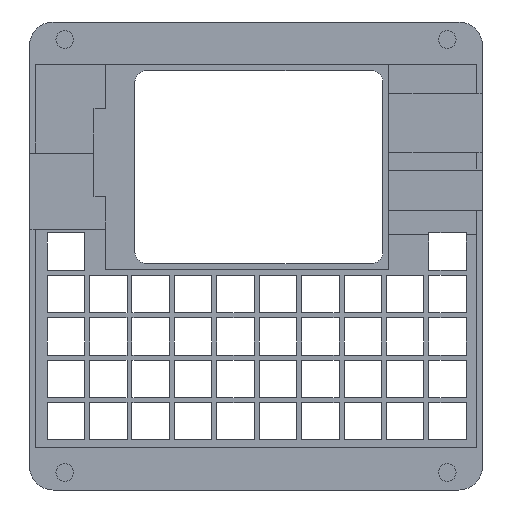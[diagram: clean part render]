
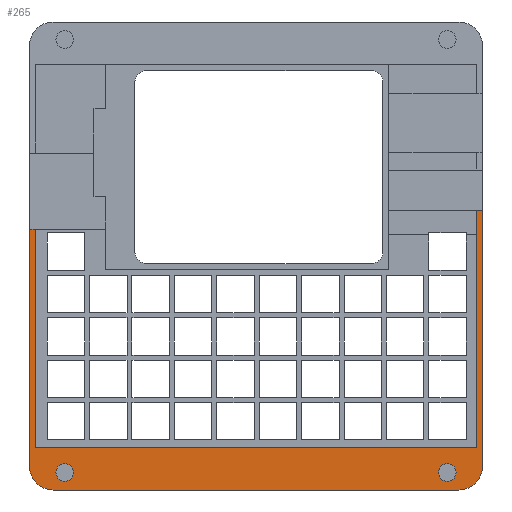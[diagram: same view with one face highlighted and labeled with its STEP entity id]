
A CAD part, front view. The second image highlights one B-rep face of the part: STEP entity #265.
In plain terms, the highlighted planar face has unit normal (0, -1, 0).
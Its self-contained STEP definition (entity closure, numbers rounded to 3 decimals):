
#3 = DIRECTION ( 'NONE',  ( 0., 0., -1. ) ) ;
#83 = CARTESIAN_POINT ( 'NONE',  ( -34.7, 0., -36. ) ) ;
#118 = CARTESIAN_POINT ( 'NONE',  ( 32.7, 0., -37. ) ) ;
#143 = ORIENTED_EDGE ( 'NONE', *, *, #7260, .F. ) ;
#168 = CARTESIAN_POINT ( 'NONE',  ( 32.7, 0., -37. ) ) ;
#262 = DIRECTION ( 'NONE',  ( 0., 0., -1. ) ) ;
#265 = ADVANCED_FACE ( 'NONE', ( #7101, #2131, #1562 ), #7633, .T. ) ;
#291 = CIRCLE ( 'NONE', #5372, 1.5 ) ;
#369 = VERTEX_POINT ( 'NONE', #7222 ) ;
#402 = ORIENTED_EDGE ( 'NONE', *, *, #1093, .F. ) ;
#409 = ORIENTED_EDGE ( 'NONE', *, *, #6395, .F. ) ;
#587 = DIRECTION ( 'NONE',  ( -1., 0., 0. ) ) ;
#688 = AXIS2_PLACEMENT_3D ( 'NONE', #1388, #5055, #3866 ) ;
#818 = CARTESIAN_POINT ( 'NONE',  ( -37.7, 0., -32.7 ) ) ;
#875 = DIRECTION ( 'NONE',  ( 0., -1., 0. ) ) ;
#946 = CARTESIAN_POINT ( 'NONE',  ( 38.7, 0., 40. ) ) ;
#997 = VECTOR ( 'NONE', #587, 1000. ) ;
#1008 = VERTEX_POINT ( 'NONE', #2483 ) ;
#1093 = EDGE_CURVE ( 'NONE', #5528, #7488, #2240, .T. ) ;
#1192 = LINE ( 'NONE', #1773, #2822 ) ;
#1275 = ORIENTED_EDGE ( 'NONE', *, *, #6260, .F. ) ;
#1298 = EDGE_CURVE ( 'NONE', #7319, #3875, #291, .T. ) ;
#1355 = CARTESIAN_POINT ( 'NONE',  ( -38.7, 0., -36. ) ) ;
#1388 = CARTESIAN_POINT ( 'NONE',  ( 34.7, 0., -36. ) ) ;
#1423 = DIRECTION ( 'NONE',  ( 0., -1., 0. ) ) ;
#1497 = ORIENTED_EDGE ( 'NONE', *, *, #7889, .F. ) ;
#1542 = EDGE_LOOP ( 'NONE', ( #402, #1497 ) ) ;
#1562 = FACE_OUTER_BOUND ( 'NONE', #5207, .T. ) ;
#1748 = LINE ( 'NONE', #3005, #4369 ) ;
#1773 = CARTESIAN_POINT ( 'NONE',  ( -38.7, 0., 40. ) ) ;
#1845 = LINE ( 'NONE', #3638, #997 ) ;
#1848 = CARTESIAN_POINT ( 'NONE',  ( -32.7, 0., -37. ) ) ;
#1968 = DIRECTION ( 'NONE',  ( 0., 0., -1. ) ) ;
#2042 = AXIS2_PLACEMENT_3D ( 'NONE', #1848, #4330, #6813 ) ;
#2114 = ORIENTED_EDGE ( 'NONE', *, *, #2906, .T. ) ;
#2131 = FACE_BOUND ( 'NONE', #1542, .T. ) ;
#2240 = CIRCLE ( 'NONE', #6142, 1.5 ) ;
#2313 = VERTEX_POINT ( 'NONE', #4088 ) ;
#2326 = ORIENTED_EDGE ( 'NONE', *, *, #4617, .F. ) ;
#2457 = EDGE_CURVE ( 'NONE', #4396, #369, #4942, .T. ) ;
#2483 = CARTESIAN_POINT ( 'NONE',  ( 37.7, 0., 7.7 ) ) ;
#2501 = CARTESIAN_POINT ( 'NONE',  ( 37.7, 0., -32.7 ) ) ;
#2503 = DIRECTION ( 'NONE',  ( 0., 0., 1. ) ) ;
#2616 = CARTESIAN_POINT ( 'NONE',  ( -37.7, 0., -32.7 ) ) ;
#2822 = VECTOR ( 'NONE', #2503, 1000. ) ;
#2830 = EDGE_CURVE ( 'NONE', #3616, #7784, #5429, .T. ) ;
#2906 = EDGE_CURVE ( 'NONE', #5743, #369, #4736, .T. ) ;
#2999 = VERTEX_POINT ( 'NONE', #4560 ) ;
#3005 = CARTESIAN_POINT ( 'NONE',  ( 11.6, 0., 7.7 ) ) ;
#3301 = VECTOR ( 'NONE', #3585, 1000. ) ;
#3340 = ORIENTED_EDGE ( 'NONE', *, *, #6163, .T. ) ;
#3343 = CARTESIAN_POINT ( 'NONE',  ( 38.7, 0., -36. ) ) ;
#3585 = DIRECTION ( 'NONE',  ( 0., 0., -1. ) ) ;
#3616 = VERTEX_POINT ( 'NONE', #4386 ) ;
#3638 = CARTESIAN_POINT ( 'NONE',  ( -12.358, 0., 4.6 ) ) ;
#3644 = CARTESIAN_POINT ( 'NONE',  ( -32.7, 0., -35.5 ) ) ;
#3756 = LINE ( 'NONE', #2616, #4252 ) ;
#3813 = ORIENTED_EDGE ( 'NONE', *, *, #1298, .F. ) ;
#3831 = CARTESIAN_POINT ( 'NONE',  ( 34.7, 0., -40. ) ) ;
#3866 = DIRECTION ( 'NONE',  ( 0., 0., -1. ) ) ;
#3875 = VERTEX_POINT ( 'NONE', #3644 ) ;
#3946 = DIRECTION ( 'NONE',  ( 1., 0., 0. ) ) ;
#4047 = EDGE_LOOP ( 'NONE', ( #3813, #5891 ) ) ;
#4088 = CARTESIAN_POINT ( 'NONE',  ( -37.7, 0., 4.6 ) ) ;
#4097 = CIRCLE ( 'NONE', #4745, 1.5 ) ;
#4141 = ORIENTED_EDGE ( 'NONE', *, *, #6821, .T. ) ;
#4252 = VECTOR ( 'NONE', #1968, 1000. ) ;
#4330 = DIRECTION ( 'NONE',  ( 0., -1., 0. ) ) ;
#4369 = VECTOR ( 'NONE', #4722, 1000. ) ;
#4386 = CARTESIAN_POINT ( 'NONE',  ( 38.7, 0., 7.7 ) ) ;
#4396 = VERTEX_POINT ( 'NONE', #3831 ) ;
#4501 = VECTOR ( 'NONE', #3946, 1000. ) ;
#4539 = CARTESIAN_POINT ( 'NONE',  ( 0., 0., 0. ) ) ;
#4557 = DIRECTION ( 'NONE',  ( 0., 0., -1. ) ) ;
#4560 = CARTESIAN_POINT ( 'NONE',  ( -37.7, 0., -32.7 ) ) ;
#4586 = CIRCLE ( 'NONE', #688, 4. ) ;
#4617 = EDGE_CURVE ( 'NONE', #5697, #1008, #6521, .T. ) ;
#4656 = CARTESIAN_POINT ( 'NONE',  ( 32.7, 0., -35.5 ) ) ;
#4662 = ORIENTED_EDGE ( 'NONE', *, *, #2830, .F. ) ;
#4722 = DIRECTION ( 'NONE',  ( 1., 0., 0. ) ) ;
#4736 = CIRCLE ( 'NONE', #5392, 4. ) ;
#4745 = AXIS2_PLACEMENT_3D ( 'NONE', #168, #7619, #7010 ) ;
#4785 = CARTESIAN_POINT ( 'NONE',  ( 32.7, 0., -38.5 ) ) ;
#4942 = LINE ( 'NONE', #6808, #6157 ) ;
#5055 = DIRECTION ( 'NONE',  ( 0., -1., 0. ) ) ;
#5109 = CARTESIAN_POINT ( 'NONE',  ( -32.7, 0., -38.5 ) ) ;
#5207 = EDGE_LOOP ( 'NONE', ( #6482, #2114, #7254, #3340, #4662, #409, #2326, #1275, #143, #4141 ) ) ;
#5257 = CARTESIAN_POINT ( 'NONE',  ( -38.7, 0., 4.6 ) ) ;
#5372 = AXIS2_PLACEMENT_3D ( 'NONE', #6130, #7774, #6548 ) ;
#5392 = AXIS2_PLACEMENT_3D ( 'NONE', #83, #6153, #3 ) ;
#5429 = LINE ( 'NONE', #946, #3301 ) ;
#5528 = VERTEX_POINT ( 'NONE', #4785 ) ;
#5555 = CIRCLE ( 'NONE', #2042, 1.5 ) ;
#5559 = DIRECTION ( 'NONE',  ( -1., 0., 0. ) ) ;
#5683 = AXIS2_PLACEMENT_3D ( 'NONE', #4539, #875, #262 ) ;
#5697 = VERTEX_POINT ( 'NONE', #2501 ) ;
#5743 = VERTEX_POINT ( 'NONE', #1355 ) ;
#5873 = VECTOR ( 'NONE', #7744, 1000. ) ;
#5891 = ORIENTED_EDGE ( 'NONE', *, *, #7370, .F. ) ;
#6130 = CARTESIAN_POINT ( 'NONE',  ( -32.7, 0., -37. ) ) ;
#6142 = AXIS2_PLACEMENT_3D ( 'NONE', #118, #1423, #4557 ) ;
#6153 = DIRECTION ( 'NONE',  ( 0., -1., 0. ) ) ;
#6157 = VECTOR ( 'NONE', #5559, 1000. ) ;
#6163 = EDGE_CURVE ( 'NONE', #4396, #7784, #4586, .T. ) ;
#6260 = EDGE_CURVE ( 'NONE', #2999, #5697, #6392, .T. ) ;
#6299 = VERTEX_POINT ( 'NONE', #5257 ) ;
#6392 = LINE ( 'NONE', #818, #4501 ) ;
#6395 = EDGE_CURVE ( 'NONE', #1008, #3616, #1748, .T. ) ;
#6482 = ORIENTED_EDGE ( 'NONE', *, *, #6824, .F. ) ;
#6521 = LINE ( 'NONE', #7703, #5873 ) ;
#6548 = DIRECTION ( 'NONE',  ( 0., 0., -1. ) ) ;
#6808 = CARTESIAN_POINT ( 'NONE',  ( -38.7, 0., -40. ) ) ;
#6813 = DIRECTION ( 'NONE',  ( 0., 0., -1. ) ) ;
#6821 = EDGE_CURVE ( 'NONE', #2313, #6299, #1845, .T. ) ;
#6824 = EDGE_CURVE ( 'NONE', #5743, #6299, #1192, .T. ) ;
#7010 = DIRECTION ( 'NONE',  ( 0., 0., -1. ) ) ;
#7101 = FACE_BOUND ( 'NONE', #4047, .T. ) ;
#7222 = CARTESIAN_POINT ( 'NONE',  ( -34.7, 0., -40. ) ) ;
#7254 = ORIENTED_EDGE ( 'NONE', *, *, #2457, .F. ) ;
#7260 = EDGE_CURVE ( 'NONE', #2313, #2999, #3756, .T. ) ;
#7319 = VERTEX_POINT ( 'NONE', #5109 ) ;
#7370 = EDGE_CURVE ( 'NONE', #3875, #7319, #5555, .T. ) ;
#7488 = VERTEX_POINT ( 'NONE', #4656 ) ;
#7619 = DIRECTION ( 'NONE',  ( 0., -1., 0. ) ) ;
#7633 = PLANE ( 'NONE',  #5683 ) ;
#7703 = CARTESIAN_POINT ( 'NONE',  ( 37.7, 0., -32.7 ) ) ;
#7744 = DIRECTION ( 'NONE',  ( 0., 0., 1. ) ) ;
#7774 = DIRECTION ( 'NONE',  ( 0., -1., 0. ) ) ;
#7784 = VERTEX_POINT ( 'NONE', #3343 ) ;
#7889 = EDGE_CURVE ( 'NONE', #7488, #5528, #4097, .T. ) ;
